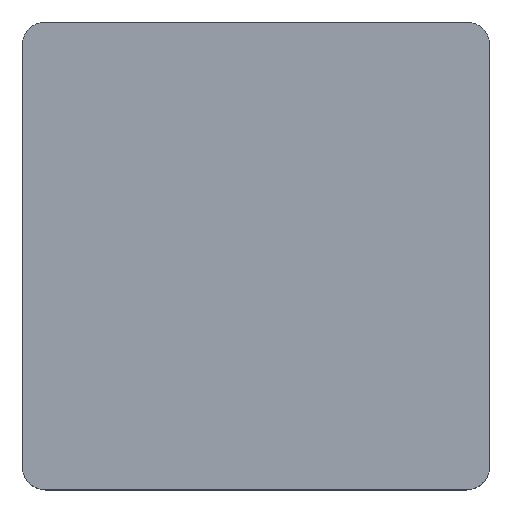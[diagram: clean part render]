
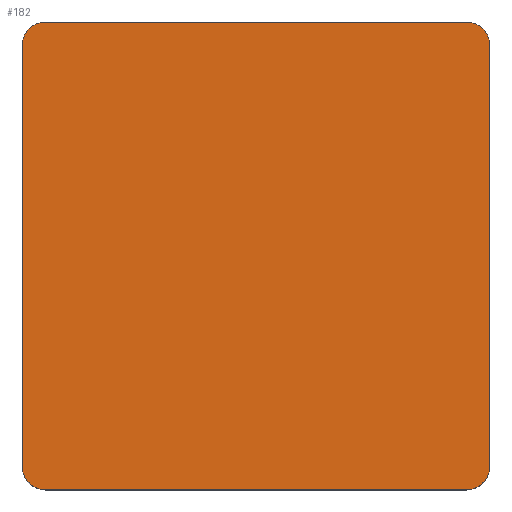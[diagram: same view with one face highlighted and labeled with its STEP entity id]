
A CAD part, top view. The second image highlights one B-rep face of the part: STEP entity #182.
In plain terms, the highlighted planar face has unit normal (0, 0, 1).
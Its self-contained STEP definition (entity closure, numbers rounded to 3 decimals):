
#15=CIRCLE('',#199,5.);
#17=CIRCLE('',#203,5.);
#21=CIRCLE('',#210,5.);
#22=CIRCLE('',#213,5.);
#36=FACE_OUTER_BOUND('',#46,.T.);
#46=EDGE_LOOP('',(#159,#160,#161,#162,#163,#164,#165,#166));
#47=LINE('',#273,#63);
#52=LINE('',#287,#68);
#58=LINE('',#307,#74);
#61=LINE('',#315,#77);
#63=VECTOR('',#219,10.);
#68=VECTOR('',#232,10.);
#74=VECTOR('',#252,10.);
#77=VECTOR('',#261,10.);
#79=VERTEX_POINT('',#271);
#80=VERTEX_POINT('',#272);
#83=VERTEX_POINT('',#280);
#85=VERTEX_POINT('',#286);
#87=VERTEX_POINT('',#292);
#92=VERTEX_POINT('',#306);
#93=VERTEX_POINT('',#310);
#94=VERTEX_POINT('',#314);
#95=EDGE_CURVE('',#79,#80,#47,.T.);
#99=EDGE_CURVE('',#80,#83,#15,.T.);
#102=EDGE_CURVE('',#83,#85,#52,.T.);
#105=EDGE_CURVE('',#85,#87,#17,.T.);
#112=EDGE_CURVE('',#87,#92,#58,.T.);
#114=EDGE_CURVE('',#92,#93,#21,.T.);
#116=EDGE_CURVE('',#93,#94,#61,.T.);
#118=EDGE_CURVE('',#94,#79,#22,.T.);
#159=ORIENTED_EDGE('',*,*,#112,.T.);
#160=ORIENTED_EDGE('',*,*,#114,.T.);
#161=ORIENTED_EDGE('',*,*,#116,.T.);
#162=ORIENTED_EDGE('',*,*,#118,.T.);
#163=ORIENTED_EDGE('',*,*,#95,.T.);
#164=ORIENTED_EDGE('',*,*,#99,.T.);
#165=ORIENTED_EDGE('',*,*,#102,.T.);
#166=ORIENTED_EDGE('',*,*,#105,.T.);
#172=PLANE('',#214);
#182=ADVANCED_FACE('',(#36),#172,.T.);
#199=AXIS2_PLACEMENT_3D('',#281,#225,#226);
#203=AXIS2_PLACEMENT_3D('',#293,#237,#238);
#210=AXIS2_PLACEMENT_3D('',#311,#256,#257);
#213=AXIS2_PLACEMENT_3D('',#318,#265,#266);
#214=AXIS2_PLACEMENT_3D('',#319,#267,#268);
#219=DIRECTION('',(-1.,0.,0.));
#225=DIRECTION('center_axis',(0.,0.,1.));
#226=DIRECTION('ref_axis',(0.,1.,0.));
#232=DIRECTION('',(0.,-1.,0.));
#237=DIRECTION('center_axis',(0.,0.,1.));
#238=DIRECTION('ref_axis',(-1.,0.,0.));
#252=DIRECTION('',(1.,0.,0.));
#256=DIRECTION('center_axis',(0.,0.,1.));
#257=DIRECTION('ref_axis',(0.,-1.,0.));
#261=DIRECTION('',(0.,1.,0.));
#265=DIRECTION('center_axis',(0.,0.,1.));
#266=DIRECTION('ref_axis',(1.,0.,0.));
#267=DIRECTION('center_axis',(0.,0.,1.));
#268=DIRECTION('ref_axis',(1.,0.,0.));
#271=CARTESIAN_POINT('',(45.,50.,0.));
#272=CARTESIAN_POINT('',(-45.,50.,0.));
#273=CARTESIAN_POINT('',(22.5,50.,0.));
#280=CARTESIAN_POINT('',(-50.,45.,0.));
#281=CARTESIAN_POINT('Origin',(-45.,45.,0.));
#286=CARTESIAN_POINT('',(-50.,-45.,0.));
#287=CARTESIAN_POINT('',(-50.,22.5,0.));
#292=CARTESIAN_POINT('',(-45.,-50.,0.));
#293=CARTESIAN_POINT('Origin',(-45.,-45.,0.));
#306=CARTESIAN_POINT('',(45.,-50.,0.));
#307=CARTESIAN_POINT('',(-22.5,-50.,0.));
#310=CARTESIAN_POINT('',(50.,-45.,0.));
#311=CARTESIAN_POINT('Origin',(45.,-45.,0.));
#314=CARTESIAN_POINT('',(50.,45.,0.));
#315=CARTESIAN_POINT('',(50.,-22.5,0.));
#318=CARTESIAN_POINT('Origin',(45.,45.,0.));
#319=CARTESIAN_POINT('Origin',(0.,0.,
0.));
